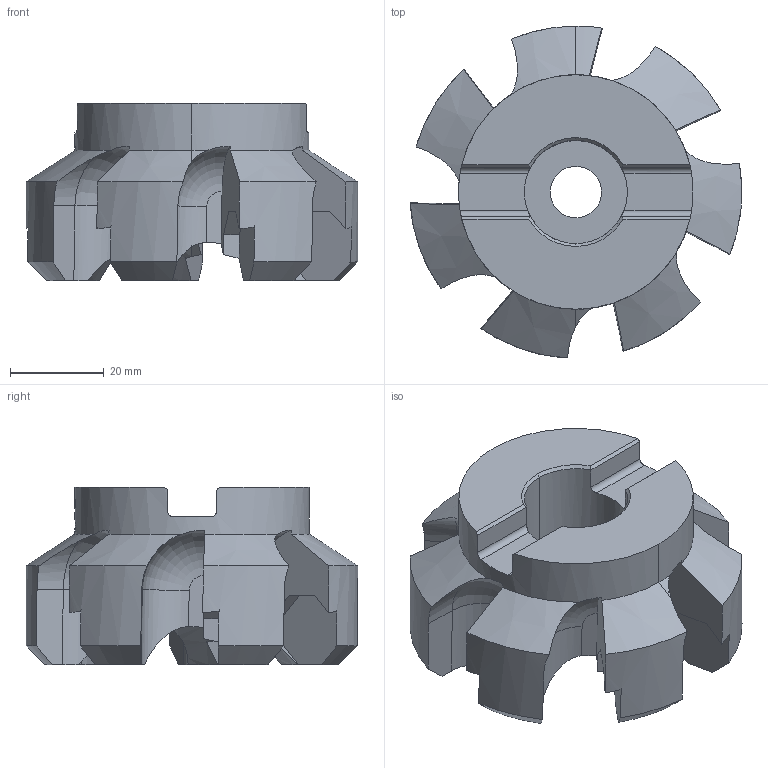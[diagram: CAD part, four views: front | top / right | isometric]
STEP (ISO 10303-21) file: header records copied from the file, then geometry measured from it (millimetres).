
FILE_DESCRIPTION(('no description'),'unknown implementation level');
FILE_NAME('solidq6mAreFLW2RXxm8l51dmKAuAcIw_1.STP',' ',('CIM GmbH Aachen'),('CADClick - KiM GmbH - www.kimweb.de'),'unknown preprocess','ACIS','unknown authorization');
FILE_SCHEMA(('automotive_design'));
Length unit declared in the file: millimetre
Products named in the file (1): 1
Bounding box: 70.72 x 70.75 x 37.78 mm (x, y, z)
Volume: 57689.5 mm3; surface area: 18764.4 mm2
Topology: 1 solids, 1 shells, 156 faces, 443 edges, 290 vertices
Faces by surface type: plane 84, cylinder 42, cone 23, torus 7
Entity records: 10859 total; most frequent: CARTESIAN_POINT 1954, STYLED_ITEM 890, PRESENTATION_STYLE_ASSIGNMENT 890, COLOUR_RGB 890, ORIENTED_EDGE 886, DIRECTION 823, EDGE_CURVE 443, CURVE_STYLE 443
